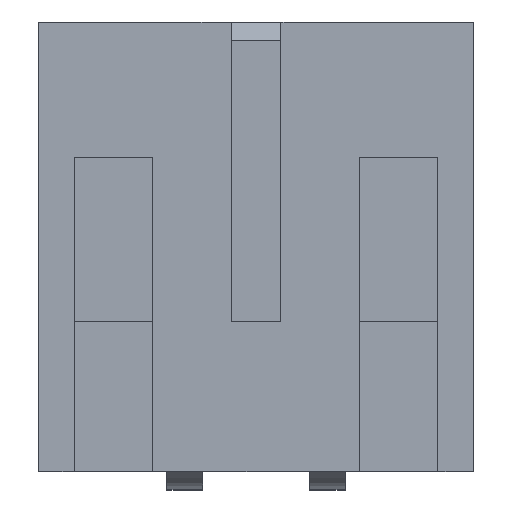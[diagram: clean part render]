
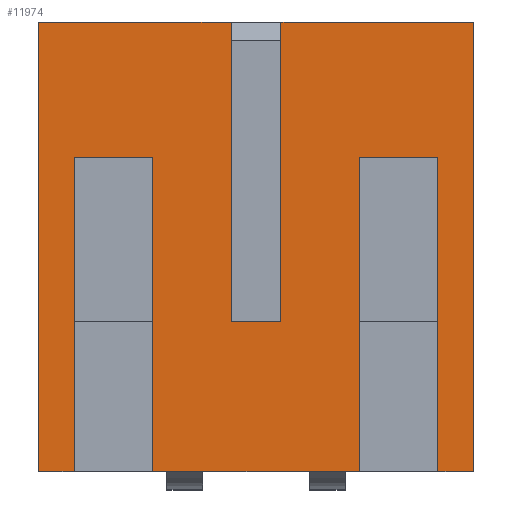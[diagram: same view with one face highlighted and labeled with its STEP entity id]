
A CAD part, top view. The second image highlights one B-rep face of the part: STEP entity #11974.
In plain terms, the highlighted planar face has unit normal (0, 0, 1).
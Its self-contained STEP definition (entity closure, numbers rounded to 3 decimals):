
#299 = CARTESIAN_POINT ( 'NONE',  ( -3.05, 6.3, 2.35 ) ) ;
#340 = CARTESIAN_POINT ( 'NONE',  ( 0.35, 2.1, 2.35 ) ) ;
#663 = DIRECTION ( 'NONE',  ( 0., 1., 0. ) ) ;
#734 = LINE ( 'NONE', #12817, #12596 ) ;
#976 = VERTEX_POINT ( 'NONE', #16645 ) ;
#1136 = VERTEX_POINT ( 'NONE', #1614 ) ;
#1614 = CARTESIAN_POINT ( 'NONE',  ( 3.05, 6.3, 2.35 ) ) ;
#1783 = VERTEX_POINT ( 'NONE', #3528 ) ;
#1917 = CARTESIAN_POINT ( 'NONE',  ( 1.45, 4.4, 2.35 ) ) ;
#1931 = LINE ( 'NONE', #8678, #14565 ) ;
#1966 = CARTESIAN_POINT ( 'NONE',  ( -0.35, 6.3, 2.35 ) ) ;
#2113 = EDGE_CURVE ( 'NONE', #8359, #11305, #4972, .T. ) ;
#2393 = VECTOR ( 'NONE', #11621, 1000. ) ;
#3047 = PLANE ( 'NONE',  #3965 ) ;
#3211 = LINE ( 'NONE', #9733, #5105 ) ;
#3227 = DIRECTION ( 'NONE',  ( 0., 0., -1. ) ) ;
#3514 = VECTOR ( 'NONE', #7082, 1000. ) ;
#3522 = EDGE_CURVE ( 'NONE', #1136, #976, #8307, .T. ) ;
#3528 = CARTESIAN_POINT ( 'NONE',  ( 2.55, 0., 2.35 ) ) ;
#3965 = AXIS2_PLACEMENT_3D ( 'NONE', #15187, #3227, #9838 ) ;
#4120 = ORIENTED_EDGE ( 'NONE', *, *, #14329, .F. ) ;
#4162 = VECTOR ( 'NONE', #13585, 1000. ) ;
#4164 = VECTOR ( 'NONE', #14123, 1000. ) ;
#4174 = EDGE_CURVE ( 'NONE', #1783, #976, #15311, .T. ) ;
#4274 = CARTESIAN_POINT ( 'NONE',  ( 1.45, 0., 2.35 ) ) ;
#4276 = ORIENTED_EDGE ( 'NONE', *, *, #5004, .T. ) ;
#4509 = EDGE_CURVE ( 'NONE', #7140, #9211, #1931, .T. ) ;
#4647 = DIRECTION ( 'NONE',  ( 0., 1., 0. ) ) ;
#4770 = CARTESIAN_POINT ( 'NONE',  ( 2.55, 4.4, 2.35 ) ) ;
#4861 = ORIENTED_EDGE ( 'NONE', *, *, #11418, .T. ) ;
#4896 = DIRECTION ( 'NONE',  ( 1., 0., 0. ) ) ;
#4898 = EDGE_CURVE ( 'NONE', #11305, #5585, #7351, .T. ) ;
#4972 = LINE ( 'NONE', #16950, #4164 ) ;
#4980 = DIRECTION ( 'NONE',  ( 1., 0., 0. ) ) ;
#5004 = EDGE_CURVE ( 'NONE', #14089, #13436, #15439, .T. ) ;
#5090 = EDGE_CURVE ( 'NONE', #14089, #15368, #17039, .T. ) ;
#5092 = VECTOR ( 'NONE', #4980, 1000. ) ;
#5105 = VECTOR ( 'NONE', #8347, 1000. ) ;
#5165 = CARTESIAN_POINT ( 'NONE',  ( -3.05, 6.3, 2.35 ) ) ;
#5281 = CARTESIAN_POINT ( 'NONE',  ( -2.55, 0., 2.35 ) ) ;
#5443 = CARTESIAN_POINT ( 'NONE',  ( 2.55, 4.4, 2.35 ) ) ;
#5444 = CARTESIAN_POINT ( 'NONE',  ( -3.05, 0., 2.35 ) ) ;
#5486 = LINE ( 'NONE', #10515, #16640 ) ;
#5585 = VERTEX_POINT ( 'NONE', #1917 ) ;
#5851 = ORIENTED_EDGE ( 'NONE', *, *, #3522, .F. ) ;
#6212 = ORIENTED_EDGE ( 'NONE', *, *, #8674, .T. ) ;
#6398 = LINE ( 'NONE', #15725, #2393 ) ;
#6706 = EDGE_CURVE ( 'NONE', #13436, #9211, #6398, .T. ) ;
#6733 = CARTESIAN_POINT ( 'NONE',  ( -0.35, 2.1, 2.35 ) ) ;
#6876 = VECTOR ( 'NONE', #16756, 1000. ) ;
#6880 = CARTESIAN_POINT ( 'NONE',  ( -2.55, 4.4, 2.35 ) ) ;
#6905 = VECTOR ( 'NONE', #13252, 1000. ) ;
#7082 = DIRECTION ( 'NONE',  ( 0., -1., 0. ) ) ;
#7105 = CARTESIAN_POINT ( 'NONE',  ( -3.05, 0., 2.35 ) ) ;
#7140 = VERTEX_POINT ( 'NONE', #6880 ) ;
#7209 = EDGE_CURVE ( 'NONE', #12514, #7140, #8613, .T. ) ;
#7351 = LINE ( 'NONE', #12663, #12656 ) ;
#7386 = VECTOR ( 'NONE', #4896, 1000. ) ;
#7750 = ORIENTED_EDGE ( 'NONE', *, *, #15242, .T. ) ;
#7760 = ORIENTED_EDGE ( 'NONE', *, *, #4509, .F. ) ;
#7963 = ORIENTED_EDGE ( 'NONE', *, *, #15627, .T. ) ;
#8034 = VERTEX_POINT ( 'NONE', #9548 ) ;
#8074 = VERTEX_POINT ( 'NONE', #340 ) ;
#8307 = LINE ( 'NONE', #13533, #12339 ) ;
#8347 = DIRECTION ( 'NONE',  ( -1., 0., 0. ) ) ;
#8359 = VERTEX_POINT ( 'NONE', #9289 ) ;
#8613 = LINE ( 'NONE', #12973, #6876 ) ;
#8635 = ORIENTED_EDGE ( 'NONE', *, *, #15517, .F. ) ;
#8674 = EDGE_CURVE ( 'NONE', #11671, #15368, #734, .T. ) ;
#8678 = CARTESIAN_POINT ( 'NONE',  ( -2.55, 0., 2.35 ) ) ;
#8808 = LINE ( 'NONE', #14134, #6905 ) ;
#9211 = VERTEX_POINT ( 'NONE', #5281 ) ;
#9289 = CARTESIAN_POINT ( 'NONE',  ( -1.45, 0., 2.35 ) ) ;
#9292 = CARTESIAN_POINT ( 'NONE',  ( -1.45, 4.4, 2.35 ) ) ;
#9415 = VECTOR ( 'NONE', #15811, 1000. ) ;
#9425 = ORIENTED_EDGE ( 'NONE', *, *, #4174, .T. ) ;
#9498 = VECTOR ( 'NONE', #15054, 1000. ) ;
#9548 = CARTESIAN_POINT ( 'NONE',  ( 0.35, 6.3, 2.35 ) ) ;
#9567 = ORIENTED_EDGE ( 'NONE', *, *, #4898, .T. ) ;
#9733 = CARTESIAN_POINT ( 'NONE',  ( -0.35, 2.1, 2.35 ) ) ;
#9753 = FACE_OUTER_BOUND ( 'NONE', #13667, .T. ) ;
#9838 = DIRECTION ( 'NONE',  ( 0., 1., 0. ) ) ;
#10515 = CARTESIAN_POINT ( 'NONE',  ( -1.45, 0., 2.35 ) ) ;
#10723 = ORIENTED_EDGE ( 'NONE', *, *, #11247, .F. ) ;
#11247 = EDGE_CURVE ( 'NONE', #8034, #1136, #15787, .T. ) ;
#11305 = VERTEX_POINT ( 'NONE', #4274 ) ;
#11418 = EDGE_CURVE ( 'NONE', #8074, #11671, #3211, .T. ) ;
#11621 = DIRECTION ( 'NONE',  ( 1., 0., 0. ) ) ;
#11671 = VERTEX_POINT ( 'NONE', #6733 ) ;
#11963 = LINE ( 'NONE', #5443, #9415 ) ;
#11974 = ADVANCED_FACE ( 'NONE', ( #9753 ), #3047, .F. ) ;
#12226 = DIRECTION ( 'NONE',  ( 0., -1., 0. ) ) ;
#12339 = VECTOR ( 'NONE', #12226, 1000. ) ;
#12514 = VERTEX_POINT ( 'NONE', #9292 ) ;
#12596 = VECTOR ( 'NONE', #4647, 1000. ) ;
#12656 = VECTOR ( 'NONE', #663, 1000. ) ;
#12663 = CARTESIAN_POINT ( 'NONE',  ( 1.45, 0., 2.35 ) ) ;
#12817 = CARTESIAN_POINT ( 'NONE',  ( -0.35, 1.24, 2.35 ) ) ;
#12973 = CARTESIAN_POINT ( 'NONE',  ( -2.55, 4.4, 2.35 ) ) ;
#13252 = DIRECTION ( 'NONE',  ( 0., 1., 0. ) ) ;
#13436 = VERTEX_POINT ( 'NONE', #5444 ) ;
#13533 = CARTESIAN_POINT ( 'NONE',  ( 3.05, 6.3, 2.35 ) ) ;
#13582 = CARTESIAN_POINT ( 'NONE',  ( -3.05, 6.3, 2.35 ) ) ;
#13585 = DIRECTION ( 'NONE',  ( 0., -1., 0. ) ) ;
#13667 = EDGE_LOOP ( 'NONE', ( #7963, #9425, #5851, #10723, #8635, #4861, #6212, #14810, #4276, #16345, #7760, #15591, #4120, #16477, #9567, #7750 ) ) ;
#14005 = DIRECTION ( 'NONE',  ( 0., -1., 0. ) ) ;
#14089 = VERTEX_POINT ( 'NONE', #13582 ) ;
#14123 = DIRECTION ( 'NONE',  ( 1., 0., 0. ) ) ;
#14134 = CARTESIAN_POINT ( 'NONE',  ( 0.35, 1.24, 2.35 ) ) ;
#14255 = VERTEX_POINT ( 'NONE', #4770 ) ;
#14329 = EDGE_CURVE ( 'NONE', #8359, #12514, #5486, .T. ) ;
#14547 = DIRECTION ( 'NONE',  ( 0., 1., 0. ) ) ;
#14565 = VECTOR ( 'NONE', #14005, 1000. ) ;
#14810 = ORIENTED_EDGE ( 'NONE', *, *, #5090, .F. ) ;
#15054 = DIRECTION ( 'NONE',  ( 1., 0., 0. ) ) ;
#15187 = CARTESIAN_POINT ( 'NONE',  ( -3.05, 6.3, 2.35 ) ) ;
#15242 = EDGE_CURVE ( 'NONE', #5585, #14255, #11963, .T. ) ;
#15311 = LINE ( 'NONE', #7105, #9498 ) ;
#15368 = VERTEX_POINT ( 'NONE', #1966 ) ;
#15439 = LINE ( 'NONE', #299, #3514 ) ;
#15517 = EDGE_CURVE ( 'NONE', #8074, #8034, #8808, .T. ) ;
#15525 = CARTESIAN_POINT ( 'NONE',  ( -3.05, 6.3, 2.35 ) ) ;
#15591 = ORIENTED_EDGE ( 'NONE', *, *, #7209, .F. ) ;
#15627 = EDGE_CURVE ( 'NONE', #14255, #1783, #16141, .T. ) ;
#15725 = CARTESIAN_POINT ( 'NONE',  ( -3.05, 0., 2.35 ) ) ;
#15787 = LINE ( 'NONE', #15525, #5092 ) ;
#15811 = DIRECTION ( 'NONE',  ( 1., 0., 0. ) ) ;
#16141 = LINE ( 'NONE', #16221, #4162 ) ;
#16221 = CARTESIAN_POINT ( 'NONE',  ( 2.55, 0., 2.35 ) ) ;
#16345 = ORIENTED_EDGE ( 'NONE', *, *, #6706, .T. ) ;
#16477 = ORIENTED_EDGE ( 'NONE', *, *, #2113, .T. ) ;
#16640 = VECTOR ( 'NONE', #14547, 1000. ) ;
#16645 = CARTESIAN_POINT ( 'NONE',  ( 3.05, 0., 2.35 ) ) ;
#16756 = DIRECTION ( 'NONE',  ( -1., 0., 0. ) ) ;
#16950 = CARTESIAN_POINT ( 'NONE',  ( -3.05, 0., 2.35 ) ) ;
#17039 = LINE ( 'NONE', #5165, #7386 ) ;
